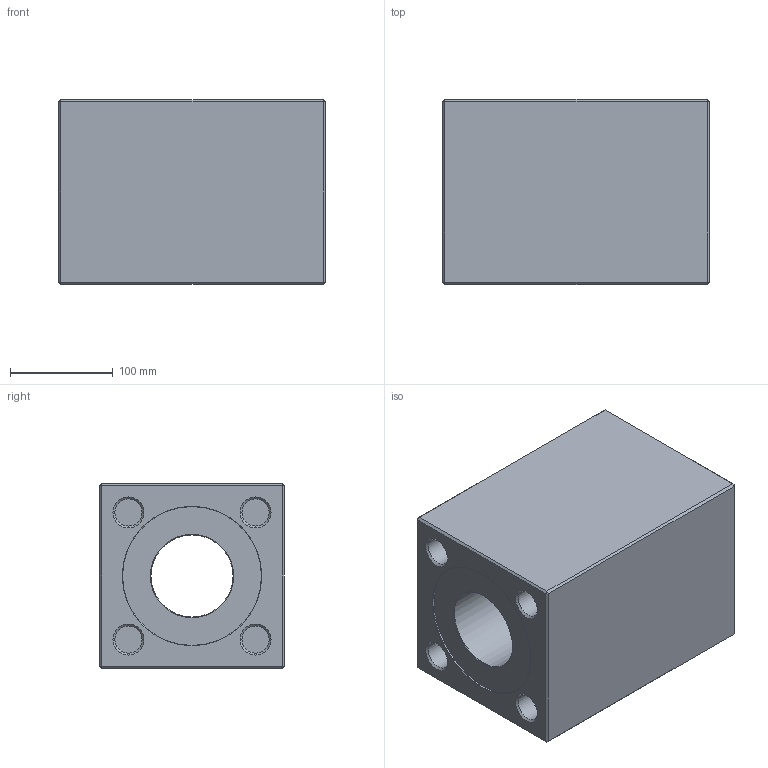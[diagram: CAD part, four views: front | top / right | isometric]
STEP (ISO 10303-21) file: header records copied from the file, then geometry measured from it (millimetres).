
FILE_DESCRIPTION(/* description */ (''),/* implementation_level */ '2;1');
FILE_NAME(/* name */ 'X-FV080-4.stp',/* time_stamp */ '2025-01-15T13:21:16+01:00',/* author */ (''),/* organization */ (''),/* preprocessor_version */ 'ST-DEVELOPER v16',/* originating_system */ 'SIEMENS PLM Software NX 10.0',/* authorisation */ '');
FILE_SCHEMA (('AP203_CONFIGURATION_CONTROLLED_3D_DESIGN_OF_MECHANICAL_PARTS_AND_ASSEMBLIES_MIM_LF { 1 0 10303 403 2 1 2}'));
Length unit declared in the file: millimetre
Products named in the file (1): nwer36809CEC4pq3
Bounding box: 260 x 180 x 180 mm (x, y, z)
Volume: 6461561.2 mm3; surface area: 355688.2 mm2
Topology: 1 solids, 1 shells, 76 faces, 146 edges, 86 vertices
Faces by surface type: plane 41, cone 18, cylinder 17
Full cylindrical faces by diameter (mm): 26.5 x12, 80 x2, 135.125 x3
Entity records: 1730 total; most frequent: DIRECTION 308, CARTESIAN_POINT 255, ORIENTED_EDGE 202, EDGE_LOOP 130, AXIS2_PLACEMENT_3D 130, EDGE_CURVE 101, FACE_BOUND 95, VERTEX_POINT 77
